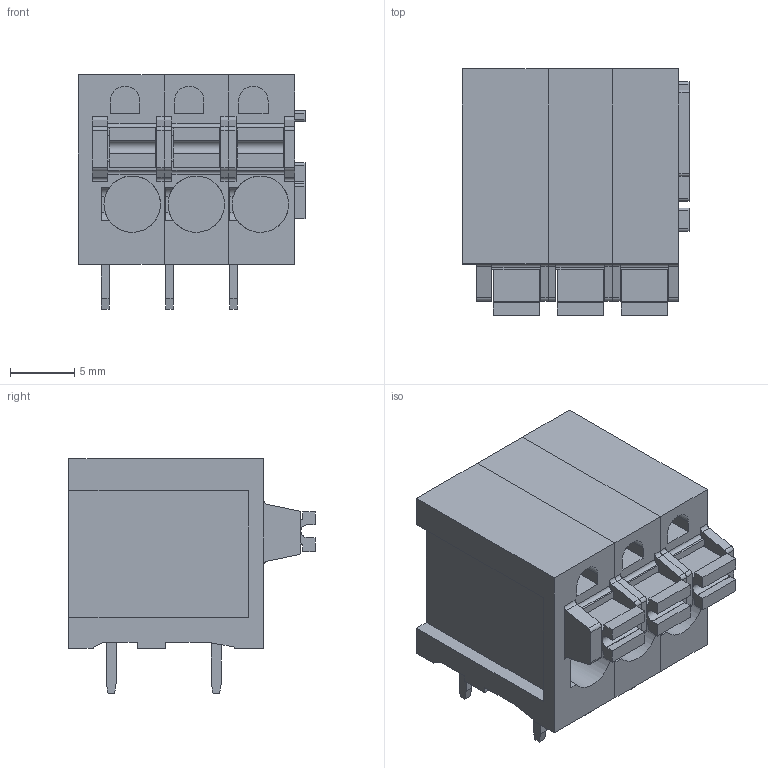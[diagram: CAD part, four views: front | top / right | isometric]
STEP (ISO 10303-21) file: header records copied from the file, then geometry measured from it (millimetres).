
FILE_DESCRIPTION(('CATIA V5 STEP Exchange','CAx-IF Rec.Pracs.--- Model Styling and Organization---1.4--- 2014-01-23'),'2;1');
FILE_NAME ('D1555739_0', '2023-01-02T10:49:54+00:00', ('none'), ('Weidmueller'), 'CATIA Version 5-6 Release 2016 SP3 HF44', 'CATIA V5 STEP AP214', 'none');
FILE_SCHEMA(('AUTOMOTIVE_DESIGN { 1 0 10303 214 1 1 1 1 }'));
Length unit declared in the file: millimetre
Products named in the file (1): 2873480000
Bounding box: 17.73 x 19.2 x 18.3 mm (x, y, z)
Volume: 3448 mm3; surface area: 3350.3 mm2
Topology: 12 solids, 12 shells, 305 faces, 816 edges, 544 vertices
Faces by surface type: plane 233, cylinder 72
Entity records: 9104 total; most frequent: CARTESIAN_POINT 1704, ORIENTED_EDGE 1632, DIRECTION 1232, EDGE_CURVE 816, VECTOR 654, LINE 654, VERTEX_POINT 544, AXIS2_PLACEMENT_3D 355
